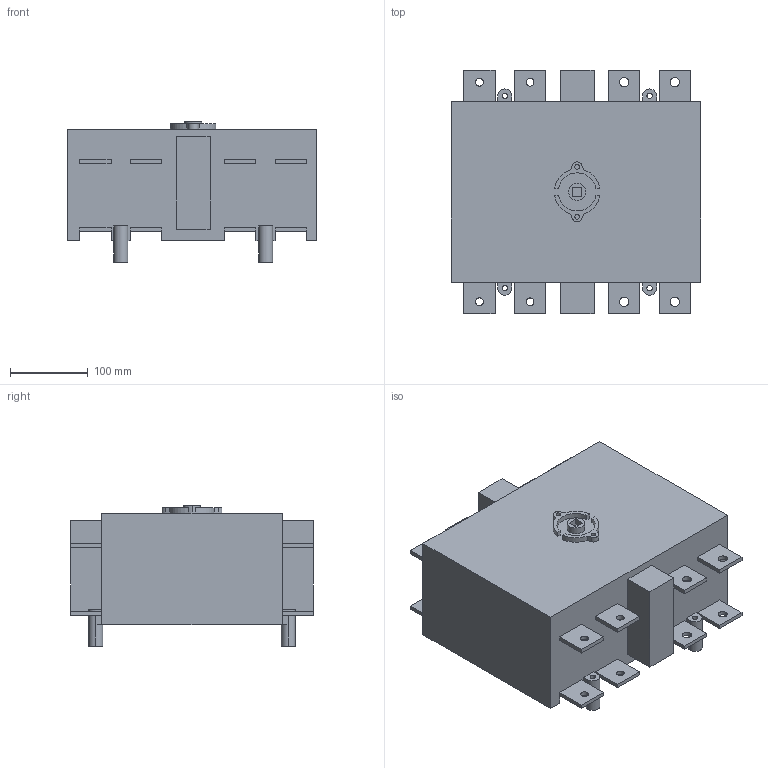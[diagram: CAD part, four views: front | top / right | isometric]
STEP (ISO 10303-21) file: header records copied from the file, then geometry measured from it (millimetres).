
FILE_DESCRIPTION((''),'2;1');
FILE_NAME('3d_GE0630ET4.stp','2013-07-10T14:34:03',(''),(''),'Mechanical Desktop 2011','Mechanical Desktop 2011',', , ');
FILE_SCHEMA(('CONFIG_CONTROL_DESIGN'));
Length unit declared in the file: millimetre
Products named in the file (1): Product
Bounding box: 321 x 312 x 180.25 mm (x, y, z)
Volume: 10829376.4 mm3; surface area: 427566.9 mm2
Topology: 1 solids, 1 shells, 200 faces, 1230 edges, 1735 vertices
Faces by surface type: plane 101, bspline 53, cylinder 46
Entity records: 11011 total; most frequent: CARTESIAN_POINT 2991, DIRECTION 1821, ORIENTED_EDGE 1044, VECTOR 935, LINE 935, TRIMMED_CURVE 687, EDGE_CURVE 522, AXIS2_PLACEMENT_3D 443
